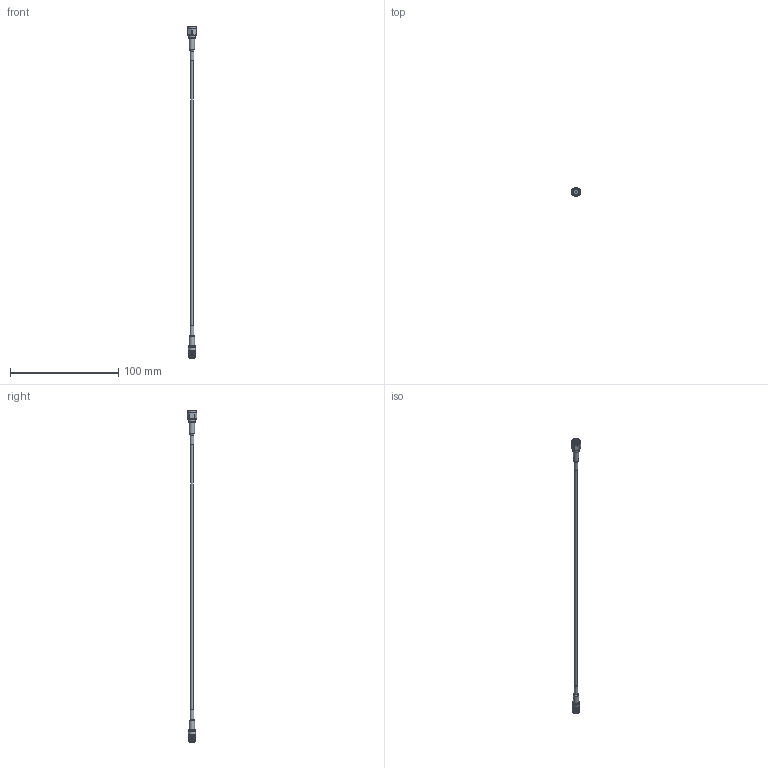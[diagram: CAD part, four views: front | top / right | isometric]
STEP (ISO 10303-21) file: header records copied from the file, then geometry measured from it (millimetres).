
FILE_DESCRIPTION (( 'STEP AP203' ), '1' );
FILE_NAME ('FMC0216316_3D.step', '2022-06-21T16:30:28', ( '' ), ( '' ), 'SwSTEP 2.0', 'SolidWorks 2021', '' );
FILE_SCHEMA (( 'CONFIG_CONTROL_DESIGN' ));
Length unit declared in the file: inch
Products named in the file (4): SC8841^FMC0216316_Heat Shrink; M17-113-RG316^FMC0216316_RG316; FMC0216316_3D; SC7059^FMC0216316_Heat Shrink
Assembly tree (3 placements, depth 2):
  FMC0216316_3D
    M17-113-RG316^FMC0216316_RG316
    SC7059^FMC0216316_Heat Shrink
    SC8841^FMC0216316_Heat Shrink
Bounding box: 7.94 x 9.02 x 307.21 mm (x, y, z)
Volume: 2450.6 mm3; surface area: 3485.7 mm2
Topology: 3 solids, 3 shells, 125 faces, 283 edges, 178 vertices
Faces by surface type: plane 50, cylinder 36, cone 19, bspline 12, torus 8
Full cylindrical faces by diameter (mm): 0.508 x1, 0.66 x1, 0.914 x1, 1.168 x1, 2.032 x1, 2.489 x1, 3.251 x1, 3.556 x1, 3.607 x1, 4.013 x1, 4.115 x1, 4.572 x1, 4.75 x1, 4.762 x1, 6.099 x1, 6.35 x8, 6.5 x5, 7.734 x1
Entity records: 4795 total; most frequent: CARTESIAN_POINT 2011, DIRECTION 500, ORIENTED_EDGE 434, AXIS2_PLACEMENT_3D 220, EDGE_CURVE 217, EDGE_LOOP 172, VERTEX_POINT 159, FACE_OUTER_BOUND 152
